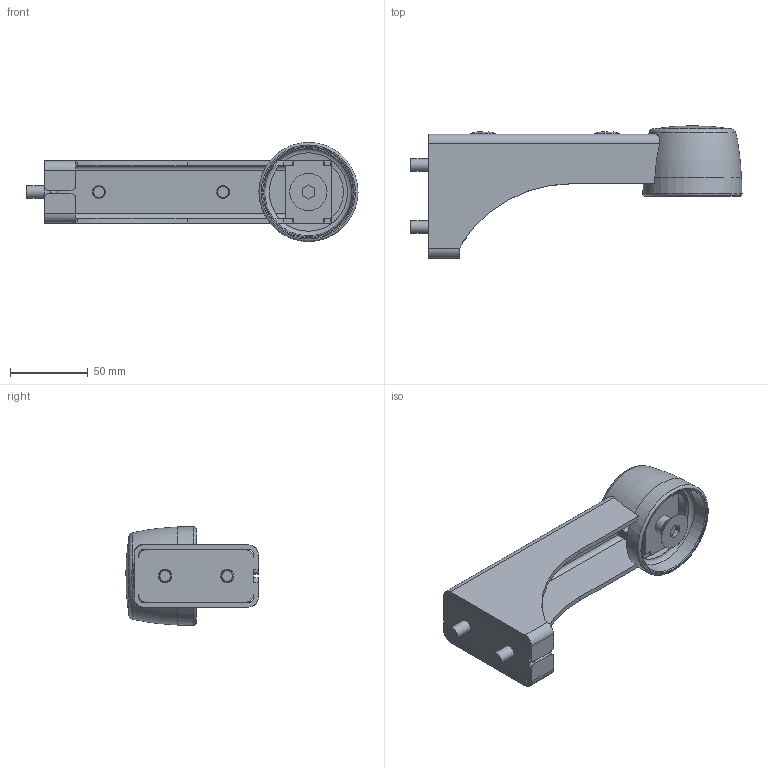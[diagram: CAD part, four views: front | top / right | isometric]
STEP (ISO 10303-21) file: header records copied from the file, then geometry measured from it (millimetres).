
FILE_DESCRIPTION(/* description */ ('STEP AP214'),/* implementation_level */ '2;1');
FILE_NAME(/* name */ '098SA170T4080S01',/* time_stamp */ '2022-08-10T13:51:36+02:00',/* author */ ('License CC BY-ND 4.0'),/* organization */ ('CADENAS'),/* preprocessor_version */ 'ST-DEVELOPER v18.102',/* originating_system */ 'PARTsolutions',/* authorisation */ ' ');
FILE_SCHEMA (('AUTOMOTIVE_DESIGN {1 0 10303 214 3 1 1}'));
Length unit declared in the file: millimetre
Products named in the file (6): 098SA170T4080S01; 098SA170T4080S01_3; 098SA170T4080S01_5; 098SA170T4080S01_4; 098SA170T4080S01_2; 098SA170T4080S01_1
Assembly tree (7 placements, depth 2):
  098SA170T4080S01
    098SA170T4080S01_3
    098SA170T4080S01_5  x2
    098SA170T4080S01_4  x2
    098SA170T4080S01_2
    098SA170T4080S01_1
Bounding box: 213.94 x 85.37 x 63.88 mm (x, y, z)
Volume: 145785.1 mm3; surface area: 79175.7 mm2
Topology: 7 solids, 7 shells, 214 faces, 575 edges, 376 vertices
Faces by surface type: plane 107, cylinder 82, cone 10, torus 10, sphere 5
Full cylindrical faces by diameter (mm): 7 x2, 8 x4, 8.2 x2, 8.5 x2, 10.2 x1, 12 x1, 14 x2, 16 x2, 24 x1
Entity records: 6153 total; most frequent: CARTESIAN_POINT 1165, DIRECTION 1014, ORIENTED_EDGE 986, EDGE_CURVE 493, AXIS2_PLACEMENT_3D 363, VERTEX_POINT 340, LINE 288, VECTOR 288
